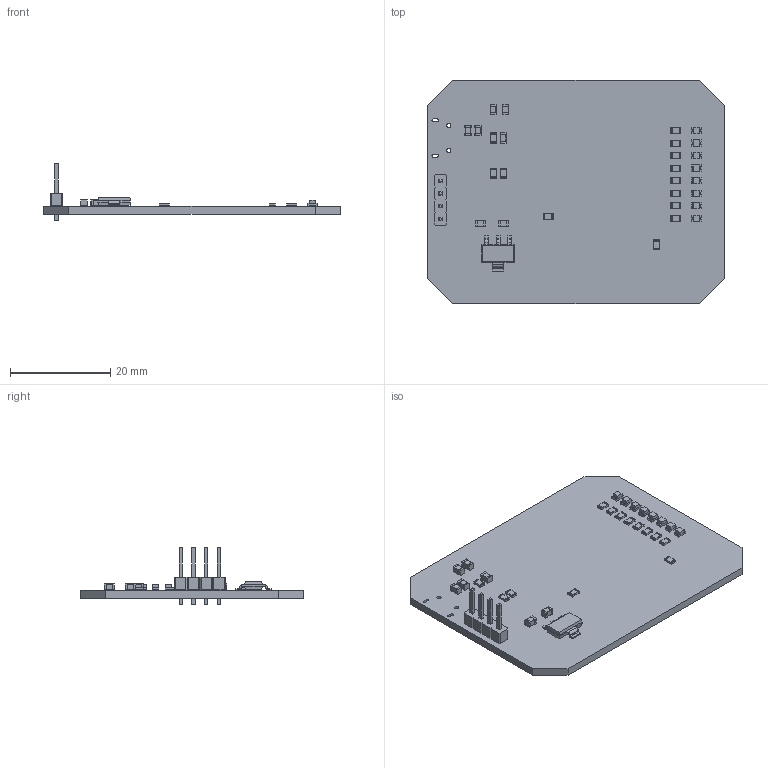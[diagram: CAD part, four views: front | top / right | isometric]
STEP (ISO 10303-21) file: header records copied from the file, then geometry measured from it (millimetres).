
FILE_DESCRIPTION(('KiCad electronic assembly'),'2;1');
FILE_NAME('PacketVis_PCBA.step','2020-08-22T22:20:03',('An Author'),( 'A Company'),'Open CASCADE STEP processor 6.9', 'KiCad to STEP converter','Unknown');
FILE_SCHEMA(('AUTOMOTIVE_DESIGN { 1 0 10303 214 1 1 1 1 }'));
Length unit declared in the file: millimetre
Products named in the file (14): Open CASCADE STEP translator 6.9 1; PinHeader_1x04_P2.54mm_Vertical; SOLID; L_0805_2012Metric; SOT-223; R_0805_2012Metric; C_0805_2012Metric; LED_0805_2012Metric_Castellated; COMPOUND
Assembly tree (37 placements, depth 3):
  Open CASCADE STEP translator 6.9 1
    PinHeader_1x04_P2.54mm_Vertical
      SOLID
    L_0805_2012Metric
      SOLID
    SOT-223
      SOLID
    R_0805_2012Metric  x13
      SOLID
    C_0805_2012Metric  x6
      SOLID
    LED_0805_2012Metric_Castellated  x8
      SOLID
    COMPOUND
Bounding box: 59 x 44.5 x 11.54 mm (x, y, z)
Volume: 4277.8 mm3; surface area: 6075.5 mm2
Topology: 31 solids, 31 shells, 1040 faces, 2700 edges, 1752 vertices
Faces by surface type: plane 698, cylinder 326, bspline 16
Full cylindrical faces by diameter (mm): 0.85 x2, 1 x4
Entity records: 23303 total; most frequent: CARTESIAN_POINT 4325, DIRECTION 3127, LINE 2107, VECTOR 2107, ORIENTED_EDGE 1634, PCURVE 1634, DEFINITIONAL_REPRESENTATION 1634, EDGE_CURVE 817
